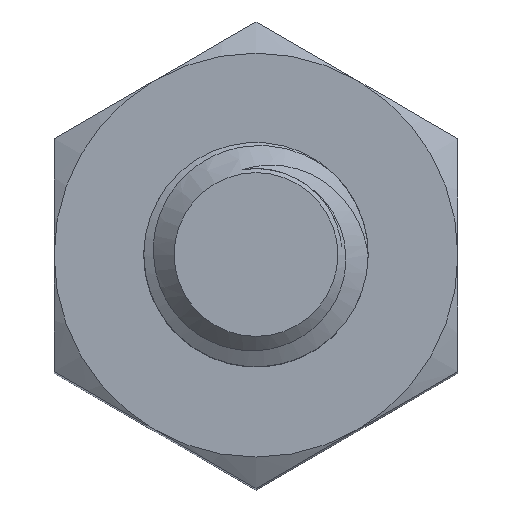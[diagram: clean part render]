
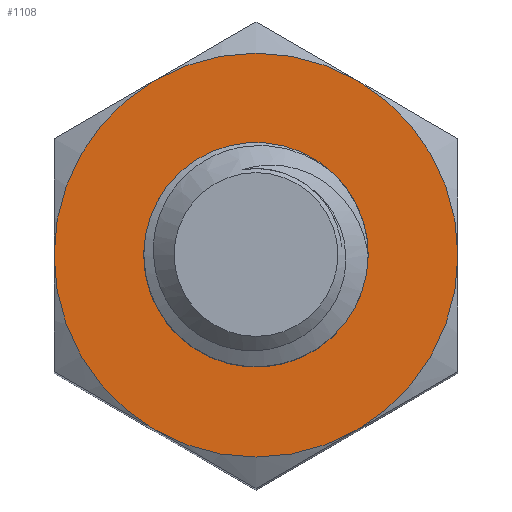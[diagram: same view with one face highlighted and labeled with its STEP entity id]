
A CAD part, top view. The second image highlights one B-rep face of the part: STEP entity #1108.
In plain terms, the highlighted face is planar.
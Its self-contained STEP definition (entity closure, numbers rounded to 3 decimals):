
#23=FACE_BOUND('',#217,.T.);
#31=PLANE('',#1187);
#158=FACE_OUTER_BOUND('',#216,.T.);
#216=EDGE_LOOP('',(#960,#961,#962,#963,#964,#965));
#217=EDGE_LOOP('',(#966));
#238=CIRCLE('',#1174,2.25);
#239=CIRCLE('',#1176,2.25);
#240=CIRCLE('',#1178,2.25);
#241=CIRCLE('',#1180,2.25);
#242=CIRCLE('',#1182,2.25);
#243=CIRCLE('',#1184,2.25);
#245=CIRCLE('',#1188,0.955);
#482=VERTEX_POINT('',#3907);
#484=VERTEX_POINT('',#3921);
#486=VERTEX_POINT('',#3935);
#488=VERTEX_POINT('',#3951);
#489=VERTEX_POINT('',#3952);
#491=VERTEX_POINT('',#3968);
#504=VERTEX_POINT('',#5000);
#648=EDGE_CURVE('',#488,#489,#238,.T.);
#652=EDGE_CURVE('',#489,#491,#239,.T.);
#654=EDGE_CURVE('',#491,#486,#240,.T.);
#656=EDGE_CURVE('',#486,#484,#241,.T.);
#657=EDGE_CURVE('',#484,#482,#242,.T.);
#658=EDGE_CURVE('',#482,#488,#243,.T.);
#675=EDGE_CURVE('',#504,#504,#245,.T.);
#960=ORIENTED_EDGE('',*,*,#658,.T.);
#961=ORIENTED_EDGE('',*,*,#648,.T.);
#962=ORIENTED_EDGE('',*,*,#652,.T.);
#963=ORIENTED_EDGE('',*,*,#654,.T.);
#964=ORIENTED_EDGE('',*,*,#656,.T.);
#965=ORIENTED_EDGE('',*,*,#657,.T.);
#966=ORIENTED_EDGE('',*,*,#675,.T.);
#1108=ADVANCED_FACE('',(#158,#23),#31,.T.);
#1174=AXIS2_PLACEMENT_3D('',#3953,#1312,#1313);
#1176=AXIS2_PLACEMENT_3D('',#3976,#1316,#1317);
#1178=AXIS2_PLACEMENT_3D('',#3982,#1320,#1321);
#1180=AXIS2_PLACEMENT_3D('',#3988,#1324,#1325);
#1182=AXIS2_PLACEMENT_3D('',#3990,#1328,#1329);
#1184=AXIS2_PLACEMENT_3D('',#3992,#1332,#1333);
#1187=AXIS2_PLACEMENT_3D('',#4999,#1338,#1339);
#1188=AXIS2_PLACEMENT_3D('',#5001,#1340,#1341);
#1312=DIRECTION('center_axis',(1.,0.,0.));
#1313=DIRECTION('ref_axis',(0.,0.,-1.));
#1316=DIRECTION('center_axis',(1.,0.,0.));
#1317=DIRECTION('ref_axis',(0.,0.,-1.));
#1320=DIRECTION('center_axis',(1.,0.,0.));
#1321=DIRECTION('ref_axis',(0.,0.,-1.));
#1324=DIRECTION('center_axis',(1.,0.,0.));
#1325=DIRECTION('ref_axis',(0.,0.,-1.));
#1328=DIRECTION('center_axis',(1.,0.,0.));
#1329=DIRECTION('ref_axis',(0.,0.,-1.));
#1332=DIRECTION('center_axis',(1.,0.,0.));
#1333=DIRECTION('ref_axis',(0.,0.,-1.));
#1338=DIRECTION('center_axis',(1.,0.,0.));
#1339=DIRECTION('ref_axis',(0.,0.,-1.));
#1340=DIRECTION('center_axis',(-1.,0.,0.));
#1341=DIRECTION('ref_axis',(0.,0.,1.));
#3907=CARTESIAN_POINT('',(2.05,-1.949,-1.125));
#3921=CARTESIAN_POINT('',(2.05,-1.949,1.125));
#3935=CARTESIAN_POINT('',(2.05,0.,2.25));
#3951=CARTESIAN_POINT('',(2.05,0.,-2.25));
#3952=CARTESIAN_POINT('',(2.05,1.949,-1.125));
#3953=CARTESIAN_POINT('Origin',(2.05,0.,0.));
#3968=CARTESIAN_POINT('',(2.05,1.949,1.125));
#3976=CARTESIAN_POINT('Origin',(2.05,0.,0.));
#3982=CARTESIAN_POINT('Origin',(2.05,0.,0.));
#3988=CARTESIAN_POINT('Origin',(2.05,0.,0.));
#3990=CARTESIAN_POINT('Origin',(2.05,0.,0.));
#3992=CARTESIAN_POINT('Origin',(2.05,0.,0.));
#4999=CARTESIAN_POINT('Origin',(2.05,2.598,0.));
#5000=CARTESIAN_POINT('',(2.05,0.,-0.955));
#5001=CARTESIAN_POINT('Origin',(2.05,0.,0.));
